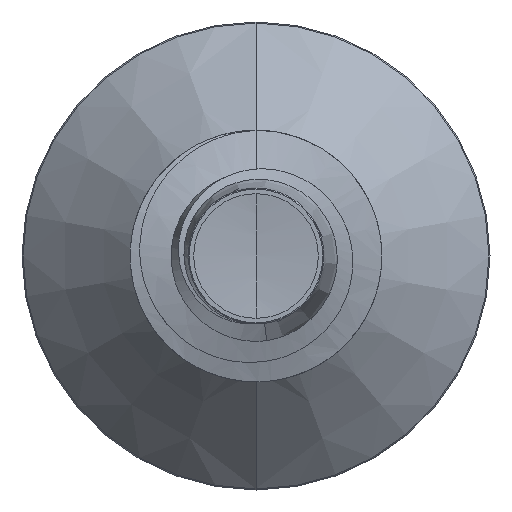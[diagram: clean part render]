
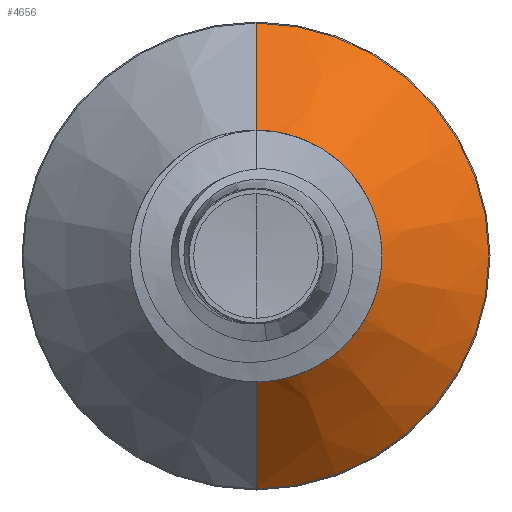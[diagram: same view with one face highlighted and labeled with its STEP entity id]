
A CAD part, front view. The second image highlights one B-rep face of the part: STEP entity #4656.
In plain terms, the highlighted conical face has half-angle 45 degrees and reference radius 2.301 mm.
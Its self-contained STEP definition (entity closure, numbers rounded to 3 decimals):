
#144 = EDGE_CURVE ( 'NONE', #13578, #11844, #9632, .T. ) ;
#379 = DIRECTION ( 'NONE',  ( 0., 0.707, 0.707 ) ) ;
#464 = CARTESIAN_POINT ( 'NONE',  ( 0., 9.401, 2.301 ) ) ;
#1566 = CARTESIAN_POINT ( 'NONE',  ( 0., 11.728, -4.628 ) ) ;
#2436 = EDGE_CURVE ( 'NONE', #12575, #11844, #13113, .T. ) ;
#2684 = CARTESIAN_POINT ( 'NONE',  ( 0., 9.401, 2.301 ) ) ;
#2951 = FACE_OUTER_BOUND ( 'NONE', #12572, .T. ) ;
#3973 = CARTESIAN_POINT ( 'NONE',  ( 0., 9.401, -2.301 ) ) ;
#4656 = ADVANCED_FACE ( 'NONE', ( #2951 ), #9300, .T. ) ;
#5688 = DIRECTION ( 'NONE',  ( 0., 0., 1. ) ) ;
#5710 = DIRECTION ( 'NONE',  ( 0., 1., 0. ) ) ;
#5752 = CARTESIAN_POINT ( 'NONE',  ( 0., 9.401, 0. ) ) ;
#5883 = CARTESIAN_POINT ( 'NONE',  ( 0., 9.401, -2.301 ) ) ;
#6102 = DIRECTION ( 'NONE',  ( 0., 0.707, -0.707 ) ) ;
#8070 = ORIENTED_EDGE ( 'NONE', *, *, #8940, .F. ) ;
#8940 = EDGE_CURVE ( 'NONE', #11695, #12575, #13303, .T. ) ;
#9300 = CONICAL_SURFACE ( 'NONE', #9981, 2.301, 0.785 ) ;
#9493 = AXIS2_PLACEMENT_3D ( 'NONE', #5752, #5710, #5688 ) ;
#9632 = LINE ( 'NONE', #5883, #13340 ) ;
#9981 = AXIS2_PLACEMENT_3D ( 'NONE', #12801, #12797, #12781 ) ;
#10607 = AXIS2_PLACEMENT_3D ( 'NONE', #10677, #11070, #11058 ) ;
#10677 = CARTESIAN_POINT ( 'NONE',  ( 0., 11.728, 0. ) ) ;
#11058 = DIRECTION ( 'NONE',  ( 0., 0., 1. ) ) ;
#11070 = DIRECTION ( 'NONE',  ( 0., 1., 0. ) ) ;
#11695 = VERTEX_POINT ( 'NONE', #2684 ) ;
#11751 = ORIENTED_EDGE ( 'NONE', *, *, #144, .T. ) ;
#11844 = VERTEX_POINT ( 'NONE', #1566 ) ;
#12205 = VECTOR ( 'NONE', #379, 1000. ) ;
#12413 = EDGE_CURVE ( 'NONE', #11695, #13578, #13483, .T. ) ;
#12572 = EDGE_LOOP ( 'NONE', ( #13898, #11751, #13957, #8070 ) ) ;
#12575 = VERTEX_POINT ( 'NONE', #13042 ) ;
#12781 = DIRECTION ( 'NONE',  ( 0., 0., 1. ) ) ;
#12797 = DIRECTION ( 'NONE',  ( 0., 1., 0. ) ) ;
#12801 = CARTESIAN_POINT ( 'NONE',  ( 0., 9.401, 0. ) ) ;
#13042 = CARTESIAN_POINT ( 'NONE',  ( 0., 11.728, 4.628 ) ) ;
#13113 = CIRCLE ( 'NONE', #10607, 4.628 ) ;
#13303 = LINE ( 'NONE', #464, #12205 ) ;
#13340 = VECTOR ( 'NONE', #6102, 1000. ) ;
#13483 = CIRCLE ( 'NONE', #9493, 2.301 ) ;
#13578 = VERTEX_POINT ( 'NONE', #3973 ) ;
#13898 = ORIENTED_EDGE ( 'NONE', *, *, #12413, .T. ) ;
#13957 = ORIENTED_EDGE ( 'NONE', *, *, #2436, .F. ) ;
